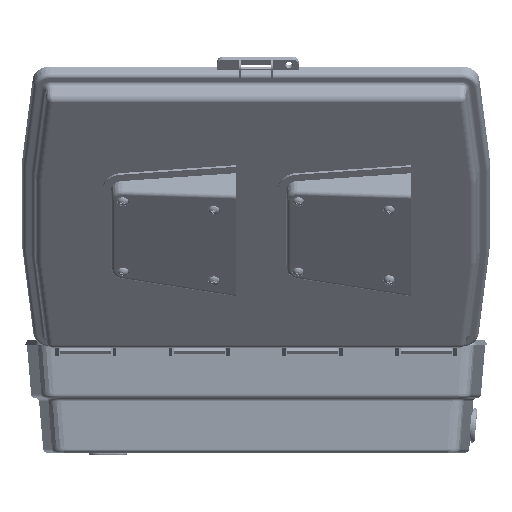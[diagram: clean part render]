
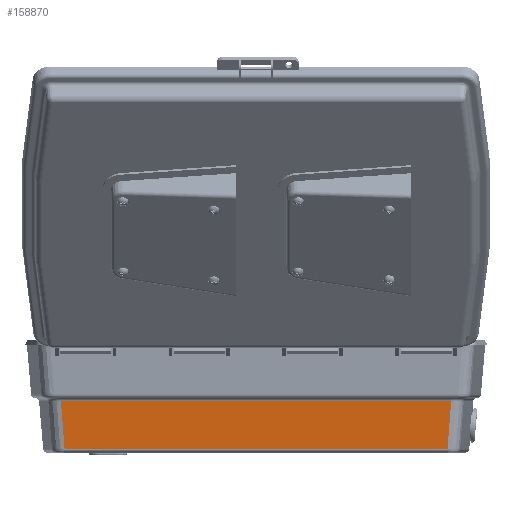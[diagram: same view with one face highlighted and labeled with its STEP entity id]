
A CAD part, left-side view. The second image highlights one B-rep face of the part: STEP entity #158870.
In plain terms, the highlighted face is planar.
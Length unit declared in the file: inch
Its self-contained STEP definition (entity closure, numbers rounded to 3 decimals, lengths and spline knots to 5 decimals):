
#13146 = CARTESIAN_POINT ( 'NONE',  ( 4.85626, 5.94844, -0.61711 ) ) ;
#17759 = VERTEX_POINT ( 'NONE', #24257 ) ;
#22660 = DIRECTION ( 'NONE',  ( 0., -1., 0. ) ) ;
#24257 = CARTESIAN_POINT ( 'NONE',  ( 4.94094, -6.02214, -1.5851 ) ) ;
#28085 = EDGE_CURVE ( 'NONE', #28150, #102459, #46976, .T. ) ;
#28150 = VERTEX_POINT ( 'NONE', #127992 ) ;
#29130 = AXIS2_PLACEMENT_3D ( 'NONE', #81554, #116446, #105920 ) ;
#34046 = EDGE_CURVE ( 'NONE', #83089, #17759, #65089, .T. ) ;
#39093 = CARTESIAN_POINT ( 'NONE',  ( 4.87854, 5.96784, -0.87176 ) ) ;
#43536 = CARTESIAN_POINT ( 'NONE',  ( 4.83398, -5.92902, -0.36246 ) ) ;
#43635 = PLANE ( 'NONE',  #29130 ) ;
#45133 = CARTESIAN_POINT ( 'NONE',  ( 4.87854, -5.96784, -0.87176 ) ) ;
#46976 = B_SPLINE_CURVE_WITH_KNOTS ( 'NONE', 3,
 ( #86009, #137828, #100637, #39093, #13146, #76236, #123220 ),
 .UNSPECIFIED., .F., .F.,
 ( 4, 3, 4 ),
 ( 0.00276, 0.021, 0.04053 ),
 .UNSPECIFIED. ) ;
#53045 = ORIENTED_EDGE ( 'NONE', *, *, #28085, .T. ) ;
#53430 = CARTESIAN_POINT ( 'NONE',  ( 4.94094, 6.2418, -1.5851 ) ) ;
#61742 = EDGE_LOOP ( 'NONE', ( #64630, #147319, #53045, #76278 ) ) ;
#61965 = CARTESIAN_POINT ( 'NONE',  ( 4.89934, -5.98596, -1.10954 ) ) ;
#64630 = ORIENTED_EDGE ( 'NONE', *, *, #34046, .T. ) ;
#65089 = B_SPLINE_CURVE_WITH_KNOTS ( 'NONE', 3,
 ( #154487, #43536, #156066, #45133, #61965, #121868, #121068 ),
 .UNSPECIFIED., .F., .F.,
 ( 4, 3, 4 ),
 ( 0.00276, 0.02229, 0.04053 ),
 .UNSPECIFIED. ) ;
#73165 = EDGE_CURVE ( 'NONE', #102459, #83089, #133535, .T. ) ;
#73622 = CARTESIAN_POINT ( 'NONE',  ( 4.8117, 6.2418, -0.10782 ) ) ;
#76236 = CARTESIAN_POINT ( 'NONE',  ( 4.83398, 5.92902, -0.36246 ) ) ;
#76278 = ORIENTED_EDGE ( 'NONE', *, *, #73165, .T. ) ;
#81554 = CARTESIAN_POINT ( 'NONE',  ( 4.80227, 6.2418, 0. ) ) ;
#82345 = FACE_OUTER_BOUND ( 'NONE', #61742, .T. ) ;
#83089 = VERTEX_POINT ( 'NONE', #115720 ) ;
#86009 = CARTESIAN_POINT ( 'NONE',  ( 4.94094, 6.02214, -1.5851 ) ) ;
#89850 = LINE ( 'NONE', #53430, #121182 ) ;
#91386 = EDGE_CURVE ( 'NONE', #17759, #28150, #89850, .T. ) ;
#100637 = CARTESIAN_POINT ( 'NONE',  ( 4.89934, 5.98596, -1.10954 ) ) ;
#102459 = VERTEX_POINT ( 'NONE', #109451 ) ;
#105920 = DIRECTION ( 'NONE',  ( 0.087, 0., -0.996 ) ) ;
#109451 = CARTESIAN_POINT ( 'NONE',  ( 4.8117, 5.90959, -0.10782 ) ) ;
#115720 = CARTESIAN_POINT ( 'NONE',  ( 4.8117, -5.90959, -0.10782 ) ) ;
#116446 = DIRECTION ( 'NONE',  ( 0.996, 0., 0.087 ) ) ;
#121068 = CARTESIAN_POINT ( 'NONE',  ( 4.94094, -6.02214, -1.5851 ) ) ;
#121182 = VECTOR ( 'NONE', #140846, 39.37008 ) ;
#121868 = CARTESIAN_POINT ( 'NONE',  ( 4.92014, -6.00406, -1.34732 ) ) ;
#123220 = CARTESIAN_POINT ( 'NONE',  ( 4.8117, 5.90959, -0.10782 ) ) ;
#127992 = CARTESIAN_POINT ( 'NONE',  ( 4.94094, 6.02214, -1.5851 ) ) ;
#133535 = LINE ( 'NONE', #73622, #140660 ) ;
#137828 = CARTESIAN_POINT ( 'NONE',  ( 4.92014, 6.00406, -1.34732 ) ) ;
#140660 = VECTOR ( 'NONE', #22660, 39.37008 ) ;
#140846 = DIRECTION ( 'NONE',  ( 0., 1., 0. ) ) ;
#147319 = ORIENTED_EDGE ( 'NONE', *, *, #91386, .T. ) ;
#154487 = CARTESIAN_POINT ( 'NONE',  ( 4.8117, -5.90959, -0.10782 ) ) ;
#156066 = CARTESIAN_POINT ( 'NONE',  ( 4.85626, -5.94844, -0.61711 ) ) ;
#158870 = ADVANCED_FACE ( 'NONE', ( #82345 ), #43635, .T. ) ;
